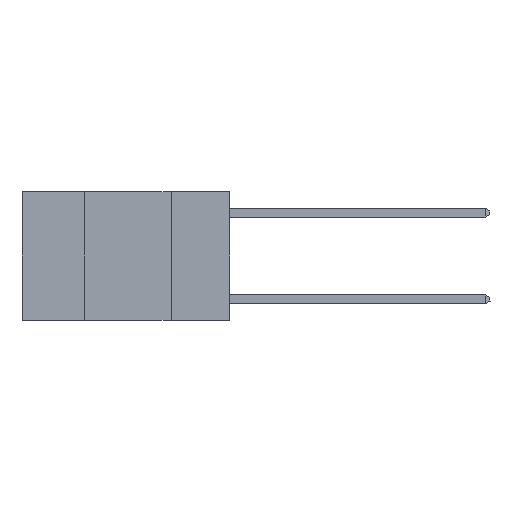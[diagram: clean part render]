
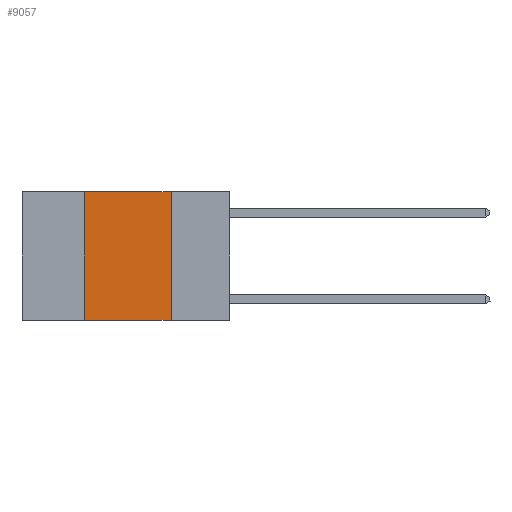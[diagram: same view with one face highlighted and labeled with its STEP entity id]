
A CAD part, left-side view. The second image highlights one B-rep face of the part: STEP entity #9057.
In plain terms, the highlighted planar face has unit normal (-1, 0, 0).
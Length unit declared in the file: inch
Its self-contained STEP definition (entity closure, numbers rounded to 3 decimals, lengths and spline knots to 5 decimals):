
#211 = AXIS2_PLACEMENT_3D ( 'NONE', #7517, #2670, #8283 ) ;
#539 = EDGE_CURVE ( 'NONE', #6859, #4645, #1751, .T. ) ;
#584 = CARTESIAN_POINT ( 'NONE',  ( 0., 0.17, 0. ) ) ;
#653 = CARTESIAN_POINT ( 'NONE',  ( 0., 0.42, -0.37 ) ) ;
#883 = VERTEX_POINT ( 'NONE', #8773 ) ;
#1011 = CARTESIAN_POINT ( 'NONE',  ( 0., 0.42, 0. ) ) ;
#1049 = VECTOR ( 'NONE', #10279, 39.37008 ) ;
#1649 = CARTESIAN_POINT ( 'NONE',  ( 0., 0.17, -0.37 ) ) ;
#1751 = LINE ( 'NONE', #1011, #10118 ) ;
#1796 = CARTESIAN_POINT ( 'NONE',  ( 0., 0.42, 0. ) ) ;
#2425 = VERTEX_POINT ( 'NONE', #1649 ) ;
#2670 = DIRECTION ( 'NONE',  ( 1., 0., 0. ) ) ;
#2731 = VECTOR ( 'NONE', #10309, 39.37008 ) ;
#2763 = CARTESIAN_POINT ( 'NONE',  ( 0., 0.6, 0. ) ) ;
#2839 = EDGE_LOOP ( 'NONE', ( #4773, #4765, #4516, #4653 ) ) ;
#3151 = DIRECTION ( 'NONE',  ( 0., 0., 1. ) ) ;
#3231 = EDGE_CURVE ( 'NONE', #6859, #2425, #3269, .T. ) ;
#3269 = LINE ( 'NONE', #6299, #1049 ) ;
#3285 = EDGE_CURVE ( 'NONE', #883, #2425, #7058, .T. ) ;
#4516 = ORIENTED_EDGE ( 'NONE', *, *, #539, .F. ) ;
#4645 = VERTEX_POINT ( 'NONE', #1796 ) ;
#4653 = ORIENTED_EDGE ( 'NONE', *, *, #3231, .T. ) ;
#4765 = ORIENTED_EDGE ( 'NONE', *, *, #4826, .F. ) ;
#4773 = ORIENTED_EDGE ( 'NONE', *, *, #3285, .F. ) ;
#4821 = LINE ( 'NONE', #2763, #8546 ) ;
#4826 = EDGE_CURVE ( 'NONE', #4645, #883, #4821, .T. ) ;
#4864 = FACE_OUTER_BOUND ( 'NONE', #2839, .T. ) ;
#5948 = PLANE ( 'NONE',  #211 ) ;
#6299 = CARTESIAN_POINT ( 'NONE',  ( 0., 0.6, -0.37 ) ) ;
#6859 = VERTEX_POINT ( 'NONE', #653 ) ;
#7058 = LINE ( 'NONE', #584, #2731 ) ;
#7517 = CARTESIAN_POINT ( 'NONE',  ( 0., 0.6, 0. ) ) ;
#8283 = DIRECTION ( 'NONE',  ( 0., 0., -1. ) ) ;
#8546 = VECTOR ( 'NONE', #10016, 39.37008 ) ;
#8773 = CARTESIAN_POINT ( 'NONE',  ( 0., 0.17, 0. ) ) ;
#9057 = ADVANCED_FACE ( 'NONE', ( #4864 ), #5948, .F. ) ;
#10016 = DIRECTION ( 'NONE',  ( 0., -1., 0. ) ) ;
#10118 = VECTOR ( 'NONE', #3151, 39.37008 ) ;
#10279 = DIRECTION ( 'NONE',  ( 0., -1., 0. ) ) ;
#10309 = DIRECTION ( 'NONE',  ( 0., 0., -1. ) ) ;
